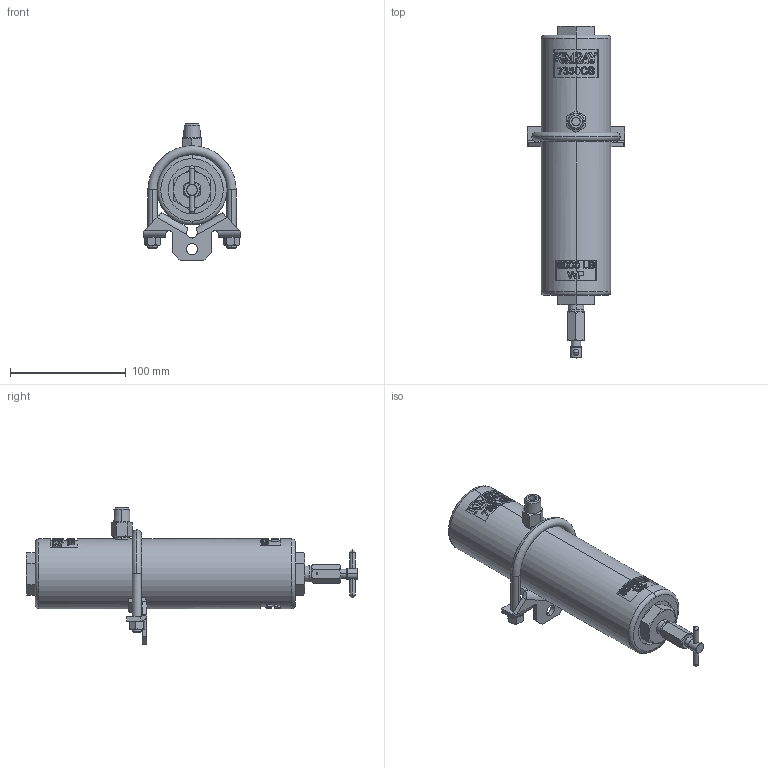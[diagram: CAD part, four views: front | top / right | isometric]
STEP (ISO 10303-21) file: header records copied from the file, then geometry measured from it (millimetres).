
FILE_DESCRIPTION (( 'STEP AP203' ), '1' );
FILE_NAME ('DP6000 S6 (YTZ).STEP', '2017-08-24T20:42:04', ( '' ), ( '' ), 'SwSTEP 2.0', 'SolidWorks 2016', '' );
FILE_SCHEMA (( 'CONFIG_CONTROL_DESIGN' ));
Products named in the file (1): DP6000 S6 (YTZ)
Bounding box: 84.15 x 286.67 x 117.59 mm (x, y, z)
Volume: 679931.5 mm3; surface area: 69759.4 mm2
Topology: 2 solids, 2 shells, 859 faces, 2259 edges, 1468 vertices
Faces by surface type: bspline 332, plane 328, cylinder 113, cone 76, torus 10
Entity records: 70502 total; most frequent: CARTESIAN_POINT 51443, ORIENTED_EDGE 4518, DIRECTION 2937, EDGE_CURVE 2259, VERTEX_POINT 1468, VECTOR 985, LINE 985, AXIS2_PLACEMENT_3D 976
